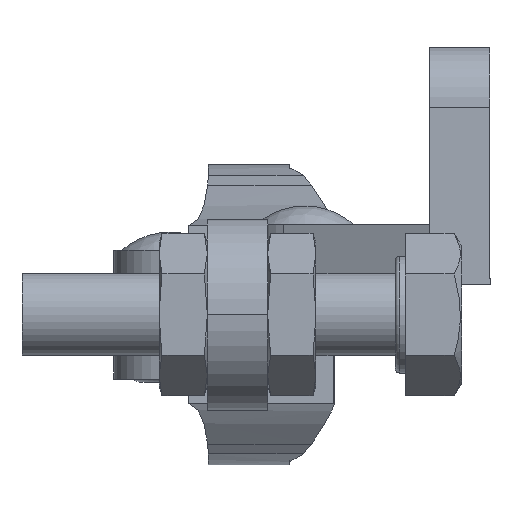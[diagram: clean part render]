
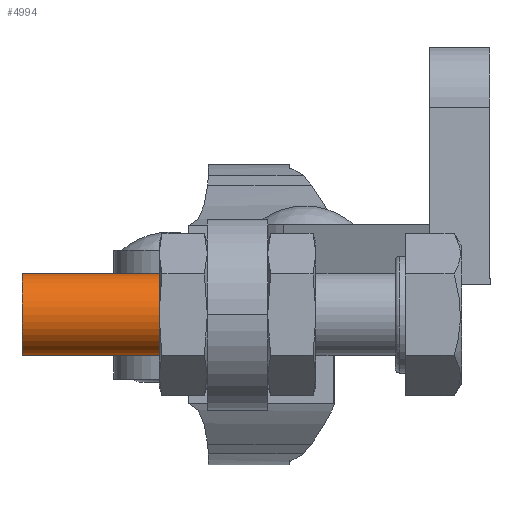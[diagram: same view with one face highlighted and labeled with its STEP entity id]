
A CAD part, left-side view. The second image highlights one B-rep face of the part: STEP entity #4994.
In plain terms, the highlighted cylindrical face has radius 2.05 mm (diameter 4.1 mm), a partial arc.
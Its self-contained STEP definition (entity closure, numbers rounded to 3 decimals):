
#89 = DIRECTION ( 'NONE',  ( 0., 0., -1. ) ) ;
#213 = ORIENTED_EDGE ( 'NONE', *, *, #1306, .F. ) ;
#1062 = FACE_OUTER_BOUND ( 'NONE', #2142, .T. ) ;
#1306 = EDGE_CURVE ( 'NONE', #1544, #3680, #5939, .T. ) ;
#1383 = DIRECTION ( 'NONE',  ( 0., 1., 0. ) ) ;
#1499 = EDGE_CURVE ( 'NONE', #2976, #1544, #6727, .T. ) ;
#1544 = VERTEX_POINT ( 'NONE', #2662 ) ;
#1573 = VERTEX_POINT ( 'NONE', #7381 ) ;
#1577 = DIRECTION ( 'NONE',  ( 0., -1., 0. ) ) ;
#1831 = CARTESIAN_POINT ( 'NONE',  ( -18.25, 15.05, 0.55 ) ) ;
#1853 = ORIENTED_EDGE ( 'NONE', *, *, #4630, .T. ) ;
#1936 = CARTESIAN_POINT ( 'NONE',  ( -18.25, 21.86, -1.5 ) ) ;
#2142 = EDGE_LOOP ( 'NONE', ( #213, #7807, #1853, #3278 ) ) ;
#2662 = CARTESIAN_POINT ( 'NONE',  ( -18.25, 21.86, 0.55 ) ) ;
#2976 = VERTEX_POINT ( 'NONE', #4011 ) ;
#3278 = ORIENTED_EDGE ( 'NONE', *, *, #4487, .T. ) ;
#3680 = VERTEX_POINT ( 'NONE', #1831 ) ;
#3801 = CIRCLE ( 'NONE', #6951, 2.05 ) ;
#4011 = CARTESIAN_POINT ( 'NONE',  ( -18.25, 21.86, -3.55 ) ) ;
#4249 = DIRECTION ( 'NONE',  ( 0., 1., 0. ) ) ;
#4407 = CARTESIAN_POINT ( 'NONE',  ( -18.25, 21.86, -1.5 ) ) ;
#4487 = EDGE_CURVE ( 'NONE', #1573, #3680, #3801, .T. ) ;
#4630 = EDGE_CURVE ( 'NONE', #2976, #1573, #6672, .T. ) ;
#4994 = ADVANCED_FACE ( 'NONE', ( #1062 ), #7379, .T. ) ;
#5075 = DIRECTION ( 'NONE',  ( 0., -1., 0. ) ) ;
#5541 = DIRECTION ( 'NONE',  ( 0., 0., 1. ) ) ;
#5675 = CARTESIAN_POINT ( 'NONE',  ( -18.25, 21.86, -3.55 ) ) ;
#5939 = LINE ( 'NONE', #7392, #6029 ) ;
#6029 = VECTOR ( 'NONE', #8339, 1000. ) ;
#6278 = AXIS2_PLACEMENT_3D ( 'NONE', #1936, #1383, #5541 ) ;
#6672 = LINE ( 'NONE', #5675, #7159 ) ;
#6727 = CIRCLE ( 'NONE', #6278, 2.05 ) ;
#6951 = AXIS2_PLACEMENT_3D ( 'NONE', #8097, #4249, #89 ) ;
#7159 = VECTOR ( 'NONE', #1577, 1000. ) ;
#7342 = AXIS2_PLACEMENT_3D ( 'NONE', #4407, #5075, #8307 ) ;
#7379 = CYLINDRICAL_SURFACE ( 'NONE', #7342, 2.05 ) ;
#7381 = CARTESIAN_POINT ( 'NONE',  ( -18.25, 15.05, -3.55 ) ) ;
#7392 = CARTESIAN_POINT ( 'NONE',  ( -18.25, 21.86, 0.55 ) ) ;
#7807 = ORIENTED_EDGE ( 'NONE', *, *, #1499, .F. ) ;
#8097 = CARTESIAN_POINT ( 'NONE',  ( -18.25, 15.05, -1.5 ) ) ;
#8307 = DIRECTION ( 'NONE',  ( 0., 0., -1. ) ) ;
#8339 = DIRECTION ( 'NONE',  ( 0., -1., 0. ) ) ;
